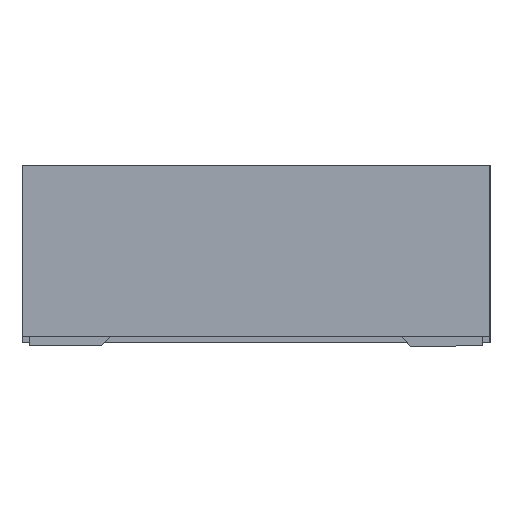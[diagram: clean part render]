
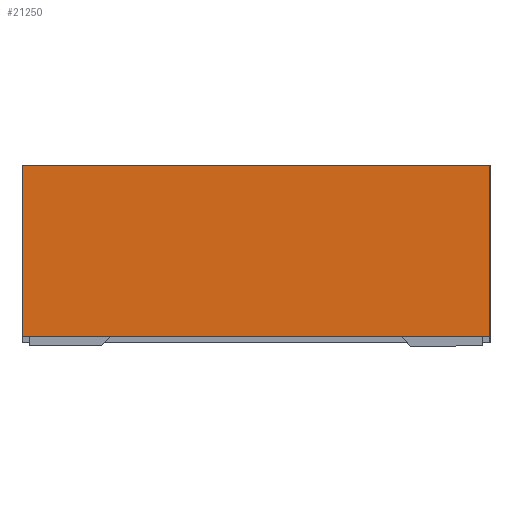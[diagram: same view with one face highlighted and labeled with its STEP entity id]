
A CAD part, left-side view. The second image highlights one B-rep face of the part: STEP entity #21250.
In plain terms, the highlighted planar face has unit normal (-1, 0, 0).
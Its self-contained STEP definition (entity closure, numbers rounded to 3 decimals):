
#303 = PLANE ( 'NONE',  #18840 ) ;
#352 = CARTESIAN_POINT ( 'NONE',  ( -3.55, -1.3, 0.03 ) ) ;
#941 = DIRECTION ( 'NONE',  ( 0., 0., -1. ) ) ;
#2074 = VERTEX_POINT ( 'NONE', #19213 ) ;
#2187 = CARTESIAN_POINT ( 'NONE',  ( -3.55, 1.3, 0.98 ) ) ;
#2703 = EDGE_CURVE ( 'NONE', #7513, #15357, #12894, .T. ) ;
#2946 = CARTESIAN_POINT ( 'NONE',  ( -3.55, 1.3, 0.98 ) ) ;
#3482 = EDGE_LOOP ( 'NONE', ( #10314, #22785, #3851, #19702 ) ) ;
#3851 = ORIENTED_EDGE ( 'NONE', *, *, #12774, .F. ) ;
#4164 = CARTESIAN_POINT ( 'NONE',  ( -3.55, -1.3, 0.03 ) ) ;
#4419 = DIRECTION ( 'NONE',  ( 0., 1., 0. ) ) ;
#6405 = VECTOR ( 'NONE', #941, 1000. ) ;
#6709 = LINE ( 'NONE', #23366, #6405 ) ;
#7513 = VERTEX_POINT ( 'NONE', #7976 ) ;
#7976 = CARTESIAN_POINT ( 'NONE',  ( -3.55, -1.3, 0.98 ) ) ;
#8299 = LINE ( 'NONE', #352, #20055 ) ;
#8458 = CARTESIAN_POINT ( 'NONE',  ( -3.55, 1.3, 0.98 ) ) ;
#10131 = DIRECTION ( 'NONE',  ( 1., 0., 0. ) ) ;
#10303 = DIRECTION ( 'NONE',  ( 0., 1., 0. ) ) ;
#10314 = ORIENTED_EDGE ( 'NONE', *, *, #19761, .F. ) ;
#12250 = VECTOR ( 'NONE', #26025, 1000. ) ;
#12774 = EDGE_CURVE ( 'NONE', #22997, #7513, #24434, .T. ) ;
#12894 = LINE ( 'NONE', #15850, #12250 ) ;
#15357 = VERTEX_POINT ( 'NONE', #4164 ) ;
#15850 = CARTESIAN_POINT ( 'NONE',  ( -3.55, -1.3, 0.98 ) ) ;
#18126 = VECTOR ( 'NONE', #23267, 1000. ) ;
#18840 = AXIS2_PLACEMENT_3D ( 'NONE', #8458, #10131, #10303 ) ;
#19213 = CARTESIAN_POINT ( 'NONE',  ( -3.55, 1.3, 0.03 ) ) ;
#19702 = ORIENTED_EDGE ( 'NONE', *, *, #19873, .T. ) ;
#19761 = EDGE_CURVE ( 'NONE', #15357, #2074, #8299, .T. ) ;
#19873 = EDGE_CURVE ( 'NONE', #22997, #2074, #6709, .T. ) ;
#20055 = VECTOR ( 'NONE', #4419, 1000. ) ;
#21250 = ADVANCED_FACE ( 'NONE', ( #21471 ), #303, .F. ) ;
#21471 = FACE_OUTER_BOUND ( 'NONE', #3482, .T. ) ;
#22785 = ORIENTED_EDGE ( 'NONE', *, *, #2703, .F. ) ;
#22997 = VERTEX_POINT ( 'NONE', #2187 ) ;
#23267 = DIRECTION ( 'NONE',  ( 0., -1., 0. ) ) ;
#23366 = CARTESIAN_POINT ( 'NONE',  ( -3.55, 1.3, 0.98 ) ) ;
#24434 = LINE ( 'NONE', #2946, #18126 ) ;
#26025 = DIRECTION ( 'NONE',  ( 0., 0., -1. ) ) ;
